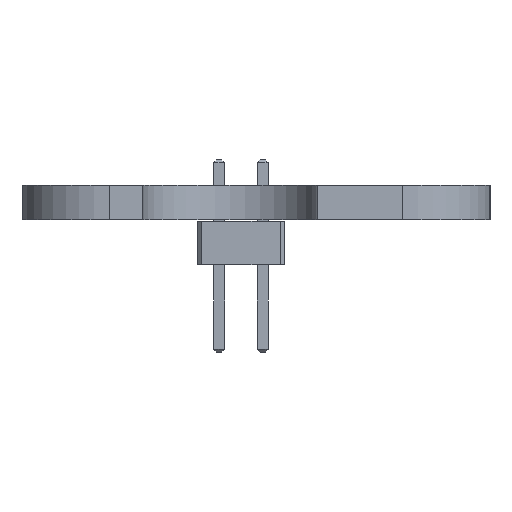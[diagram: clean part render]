
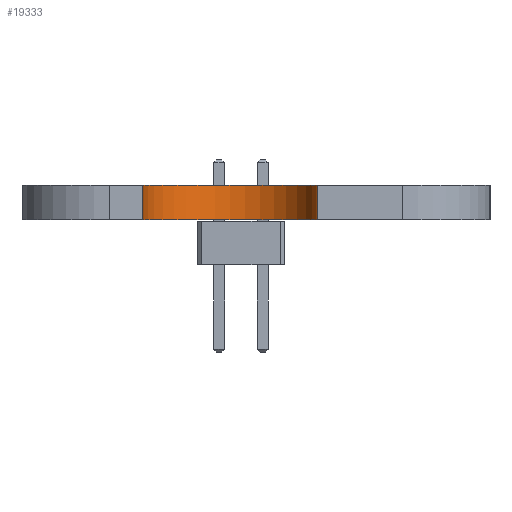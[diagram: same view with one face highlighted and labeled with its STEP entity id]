
A CAD part, left-side view. The second image highlights one B-rep face of the part: STEP entity #19333.
In plain terms, the highlighted cylindrical face has radius 4 mm (diameter 8 mm), a partial arc.
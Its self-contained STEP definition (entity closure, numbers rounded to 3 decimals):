
#16023 = PLANE('',#16024);
#16024 = AXIS2_PLACEMENT_3D('',#16025,#16026,#16027);
#16025 = CARTESIAN_POINT('',(149.273,-23.682,1.6));
#16026 = DIRECTION('',(0.,0.,1.));
#16027 = DIRECTION('',(1.,0.,0.));
#16077 = PLANE('',#16078);
#16078 = AXIS2_PLACEMENT_3D('',#16079,#16080,#16081);
#16079 = CARTESIAN_POINT('',(149.273,-23.682,0.));
#16080 = DIRECTION('',(0.,0.,1.));
#16081 = DIRECTION('',(1.,0.,0.));
#16211 = PLANE('',#16212);
#16212 = AXIS2_PLACEMENT_3D('',#16213,#16214,#16215);
#16213 = CARTESIAN_POINT('',(20.155,-16.975,0.));
#16214 = DIRECTION('',(1.,0.,0.));
#16215 = DIRECTION('',(0.,-1.,0.));
#16251 = VERTEX_POINT('',#16252);
#16252 = CARTESIAN_POINT('',(20.155,-18.5,0.));
#16273 = EDGE_CURVE('',#16274,#16251,#16276,.T.);
#16274 = VERTEX_POINT('',#16275);
#16275 = CARTESIAN_POINT('',(20.155,-26.5,0.));
#16276 = SURFACE_CURVE('',#16277,(#16282,#16289),.PCURVE_S1.);
#16277 = CIRCLE('',#16278,4.);
#16278 = AXIS2_PLACEMENT_3D('',#16279,#16280,#16281);
#16279 = CARTESIAN_POINT('',(20.155,-22.5,0.));
#16280 = DIRECTION('',(0.,0.,1.));
#16281 = DIRECTION('',(1.,0.,0.));
#16282 = PCURVE('',#16077,#16283);
#16283 = DEFINITIONAL_REPRESENTATION('',(#16284),#16288);
#16284 = CIRCLE('',#16285,4.);
#16285 = AXIS2_PLACEMENT_2D('',#16286,#16287);
#16286 = CARTESIAN_POINT('',(-129.118,1.182));
#16287 = DIRECTION('',(1.,0.));
#16288 = ( GEOMETRIC_REPRESENTATION_CONTEXT(2) 
PARAMETRIC_REPRESENTATION_CONTEXT() REPRESENTATION_CONTEXT('2D SPACE',''
  ) );
#16289 = PCURVE('',#16290,#16295);
#16290 = CYLINDRICAL_SURFACE('',#16291,4.);
#16291 = AXIS2_PLACEMENT_3D('',#16292,#16293,#16294);
#16292 = CARTESIAN_POINT('',(20.155,-22.5,0.));
#16293 = DIRECTION('',(0.,0.,-1.));
#16294 = DIRECTION('',(1.,0.,0.));
#16295 = DEFINITIONAL_REPRESENTATION('',(#16296),#16300);
#16296 = LINE('',#16297,#16298);
#16297 = CARTESIAN_POINT('',(0.,0.));
#16298 = VECTOR('',#16299,1.);
#16299 = DIRECTION('',(-1.,0.));
#16300 = ( GEOMETRIC_REPRESENTATION_CONTEXT(2) 
PARAMETRIC_REPRESENTATION_CONTEXT() REPRESENTATION_CONTEXT('2D SPACE',''
  ) );
#16318 = PLANE('',#16319);
#16319 = AXIS2_PLACEMENT_3D('',#16320,#16321,#16322);
#16320 = CARTESIAN_POINT('',(20.155,-26.5,0.));
#16321 = DIRECTION('',(1.,0.,0.));
#16322 = DIRECTION('',(0.,-1.,0.));
#17885 = VERTEX_POINT('',#17886);
#17886 = CARTESIAN_POINT('',(20.155,-18.5,1.6));
#17907 = EDGE_CURVE('',#17908,#17885,#17910,.T.);
#17908 = VERTEX_POINT('',#17909);
#17909 = CARTESIAN_POINT('',(20.155,-26.5,1.6));
#17910 = SURFACE_CURVE('',#17911,(#17916,#17923),.PCURVE_S1.);
#17911 = CIRCLE('',#17912,4.);
#17912 = AXIS2_PLACEMENT_3D('',#17913,#17914,#17915);
#17913 = CARTESIAN_POINT('',(20.155,-22.5,1.6));
#17914 = DIRECTION('',(0.,0.,1.));
#17915 = DIRECTION('',(1.,0.,0.));
#17916 = PCURVE('',#16023,#17917);
#17917 = DEFINITIONAL_REPRESENTATION('',(#17918),#17922);
#17918 = CIRCLE('',#17919,4.);
#17919 = AXIS2_PLACEMENT_2D('',#17920,#17921);
#17920 = CARTESIAN_POINT('',(-129.118,1.182));
#17921 = DIRECTION('',(1.,0.));
#17922 = ( GEOMETRIC_REPRESENTATION_CONTEXT(2) 
PARAMETRIC_REPRESENTATION_CONTEXT() REPRESENTATION_CONTEXT('2D SPACE',''
  ) );
#17923 = PCURVE('',#16290,#17924);
#17924 = DEFINITIONAL_REPRESENTATION('',(#17925),#17929);
#17925 = LINE('',#17926,#17927);
#17926 = CARTESIAN_POINT('',(0.,-1.6));
#17927 = VECTOR('',#17928,1.);
#17928 = DIRECTION('',(-1.,0.));
#17929 = ( GEOMETRIC_REPRESENTATION_CONTEXT(2) 
PARAMETRIC_REPRESENTATION_CONTEXT() REPRESENTATION_CONTEXT('2D SPACE',''
  ) );
#19285 = EDGE_CURVE('',#16251,#17885,#19286,.T.);
#19286 = SURFACE_CURVE('',#19287,(#19291,#19298),.PCURVE_S1.);
#19287 = LINE('',#19288,#19289);
#19288 = CARTESIAN_POINT('',(20.155,-18.5,0.));
#19289 = VECTOR('',#19290,1.);
#19290 = DIRECTION('',(0.,0.,1.));
#19291 = PCURVE('',#16211,#19292);
#19292 = DEFINITIONAL_REPRESENTATION('',(#19293),#19297);
#19293 = LINE('',#19294,#19295);
#19294 = CARTESIAN_POINT('',(1.525,0.));
#19295 = VECTOR('',#19296,1.);
#19296 = DIRECTION('',(0.,-1.));
#19297 = ( GEOMETRIC_REPRESENTATION_CONTEXT(2) 
PARAMETRIC_REPRESENTATION_CONTEXT() REPRESENTATION_CONTEXT('2D SPACE',''
  ) );
#19298 = PCURVE('',#16290,#19299);
#19299 = DEFINITIONAL_REPRESENTATION('',(#19300),#19304);
#19300 = LINE('',#19301,#19302);
#19301 = CARTESIAN_POINT('',(-7.854,0.));
#19302 = VECTOR('',#19303,1.);
#19303 = DIRECTION('',(0.,-1.));
#19304 = ( GEOMETRIC_REPRESENTATION_CONTEXT(2) 
PARAMETRIC_REPRESENTATION_CONTEXT() REPRESENTATION_CONTEXT('2D SPACE',''
  ) );
#19333 = ADVANCED_FACE('',(#19334),#16290,.F.);
#19334 = FACE_BOUND('',#19335,.T.);
#19335 = EDGE_LOOP('',(#19336,#19357,#19358,#19359));
#19336 = ORIENTED_EDGE('',*,*,#19337,.T.);
#19337 = EDGE_CURVE('',#16274,#17908,#19338,.T.);
#19338 = SURFACE_CURVE('',#19339,(#19343,#19350),.PCURVE_S1.);
#19339 = LINE('',#19340,#19341);
#19340 = CARTESIAN_POINT('',(20.155,-26.5,0.));
#19341 = VECTOR('',#19342,1.);
#19342 = DIRECTION('',(0.,0.,1.));
#19343 = PCURVE('',#16290,#19344);
#19344 = DEFINITIONAL_REPRESENTATION('',(#19345),#19349);
#19345 = LINE('',#19346,#19347);
#19346 = CARTESIAN_POINT('',(-4.712,0.));
#19347 = VECTOR('',#19348,1.);
#19348 = DIRECTION('',(0.,-1.));
#19349 = ( GEOMETRIC_REPRESENTATION_CONTEXT(2) 
PARAMETRIC_REPRESENTATION_CONTEXT() REPRESENTATION_CONTEXT('2D SPACE',''
  ) );
#19350 = PCURVE('',#16318,#19351);
#19351 = DEFINITIONAL_REPRESENTATION('',(#19352),#19356);
#19352 = LINE('',#19353,#19354);
#19353 = CARTESIAN_POINT('',(0.,0.));
#19354 = VECTOR('',#19355,1.);
#19355 = DIRECTION('',(0.,-1.));
#19356 = ( GEOMETRIC_REPRESENTATION_CONTEXT(2) 
PARAMETRIC_REPRESENTATION_CONTEXT() REPRESENTATION_CONTEXT('2D SPACE',''
  ) );
#19357 = ORIENTED_EDGE('',*,*,#17907,.T.);
#19358 = ORIENTED_EDGE('',*,*,#19285,.F.);
#19359 = ORIENTED_EDGE('',*,*,#16273,.F.);
